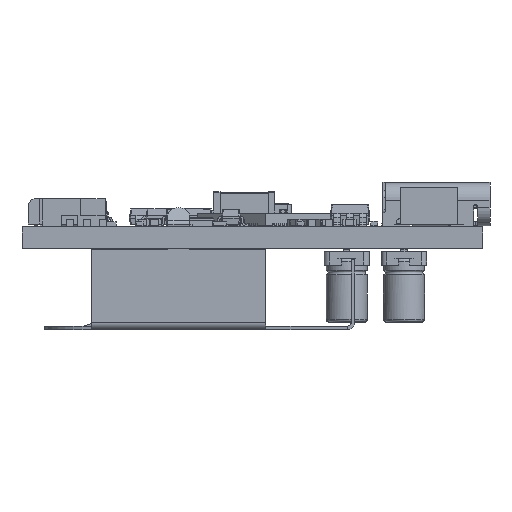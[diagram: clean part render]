
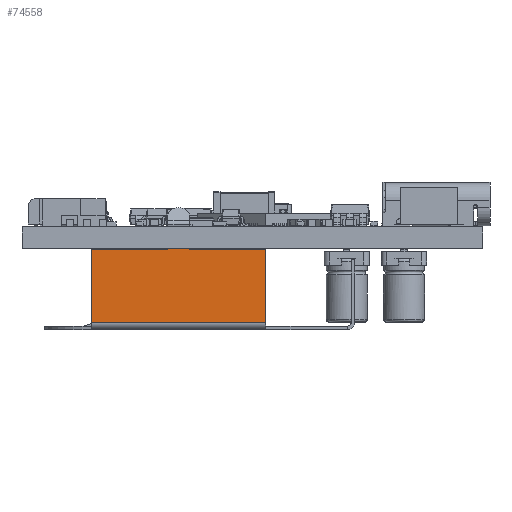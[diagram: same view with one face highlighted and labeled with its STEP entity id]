
A CAD part, front view. The second image highlights one B-rep face of the part: STEP entity #74558.
In plain terms, the highlighted face is planar.
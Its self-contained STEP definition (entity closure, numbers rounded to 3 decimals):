
#73429 = VERTEX_POINT('',#73430);
#73430 = CARTESIAN_POINT('',(-12.7,0.,-6.35));
#73436 = EDGE_CURVE('',#73429,#73437,#73439,.T.);
#73437 = VERTEX_POINT('',#73438);
#73438 = CARTESIAN_POINT('',(-12.7,5.334,-6.35));
#73439 = LINE('',#73440,#73441);
#73440 = CARTESIAN_POINT('',(-12.7,0.,-6.35));
#73441 = VECTOR('',#73442,1.);
#73442 = DIRECTION('',(0.,1.,0.));
#73462 = VERTEX_POINT('',#73463);
#73463 = CARTESIAN_POINT('',(-12.7,5.334,6.35));
#73470 = EDGE_CURVE('',#73462,#73471,#73473,.T.);
#73471 = VERTEX_POINT('',#73472);
#73472 = CARTESIAN_POINT('',(-12.7,0.,6.35));
#73473 = LINE('',#73474,#73475);
#73474 = CARTESIAN_POINT('',(-12.7,5.588,6.35));
#73475 = VECTOR('',#73476,1.);
#73476 = DIRECTION('',(0.,-1.,0.));
#73637 = EDGE_CURVE('',#73437,#73462,#73638,.T.);
#73638 = LINE('',#73639,#73640);
#73639 = CARTESIAN_POINT('',(-12.7,5.334,-6.35));
#73640 = VECTOR('',#73641,1.);
#73641 = DIRECTION('',(0.,0.,1.));
#74245 = VERTEX_POINT('',#74246);
#74246 = CARTESIAN_POINT('',(-12.7,0.,-0.787));
#74252 = EDGE_CURVE('',#74245,#73429,#74253,.T.);
#74253 = LINE('',#74254,#74255);
#74254 = CARTESIAN_POINT('',(-12.7,0.,6.35));
#74255 = VECTOR('',#74256,1.);
#74256 = DIRECTION('',(0.,0.,-1.));
#74324 = VERTEX_POINT('',#74325);
#74325 = CARTESIAN_POINT('',(-12.7,-0.791,-0.787));
#74332 = EDGE_CURVE('',#74245,#74324,#74333,.T.);
#74333 = LINE('',#74334,#74335);
#74334 = CARTESIAN_POINT('',(-12.7,-1.803,-0.787));
#74335 = VECTOR('',#74336,1.);
#74336 = DIRECTION('',(0.,-1.,0.));
#74374 = VERTEX_POINT('',#74375);
#74375 = CARTESIAN_POINT('',(-12.7,0.,0.787));
#74381 = EDGE_CURVE('',#74374,#74382,#74384,.T.);
#74382 = VERTEX_POINT('',#74383);
#74383 = CARTESIAN_POINT('',(-12.7,-0.791,0.787));
#74384 = LINE('',#74385,#74386);
#74385 = CARTESIAN_POINT('',(-12.7,-1.15,0.787));
#74386 = VECTOR('',#74387,1.);
#74387 = DIRECTION('',(0.,-1.,0.));
#74463 = EDGE_CURVE('',#73471,#74374,#74464,.T.);
#74464 = LINE('',#74465,#74466);
#74465 = CARTESIAN_POINT('',(-12.7,0.,6.35));
#74466 = VECTOR('',#74467,1.);
#74467 = DIRECTION('',(0.,0.,-1.));
#74558 = ADVANCED_FACE('',(#74559),#74574,.F.);
#74559 = FACE_BOUND('',#74560,.T.);
#74560 = EDGE_LOOP('',(#74561,#74562,#74563,#74564,#74570,#74571,#74572,
    #74573));
#74561 = ORIENTED_EDGE('',*,*,#73436,.F.);
#74562 = ORIENTED_EDGE('',*,*,#74252,.F.);
#74563 = ORIENTED_EDGE('',*,*,#74332,.T.);
#74564 = ORIENTED_EDGE('',*,*,#74565,.F.);
#74565 = EDGE_CURVE('',#74382,#74324,#74566,.T.);
#74566 = LINE('',#74567,#74568);
#74567 = CARTESIAN_POINT('',(-12.7,-0.791,-1.524));
#74568 = VECTOR('',#74569,1.);
#74569 = DIRECTION('',(0.,0.,-1.));
#74570 = ORIENTED_EDGE('',*,*,#74381,.F.);
#74571 = ORIENTED_EDGE('',*,*,#74463,.F.);
#74572 = ORIENTED_EDGE('',*,*,#73470,.F.);
#74573 = ORIENTED_EDGE('',*,*,#73637,.F.);
#74574 = PLANE('',#74575);
#74575 = AXIS2_PLACEMENT_3D('',#74576,#74577,#74578);
#74576 = CARTESIAN_POINT('',(-12.7,0.,-1.524));
#74577 = DIRECTION('',(1.,0.,0.));
#74578 = DIRECTION('',(0.,1.,0.));
